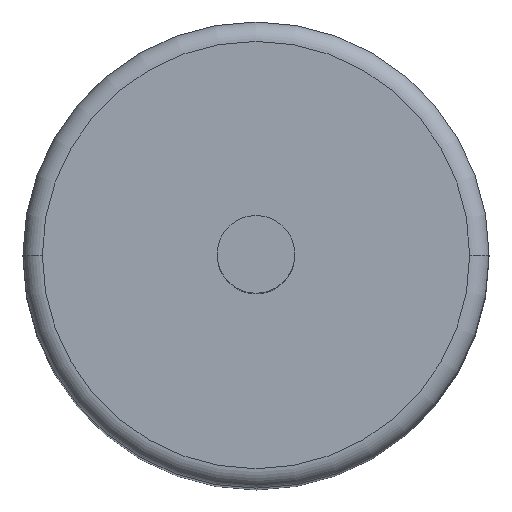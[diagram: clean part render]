
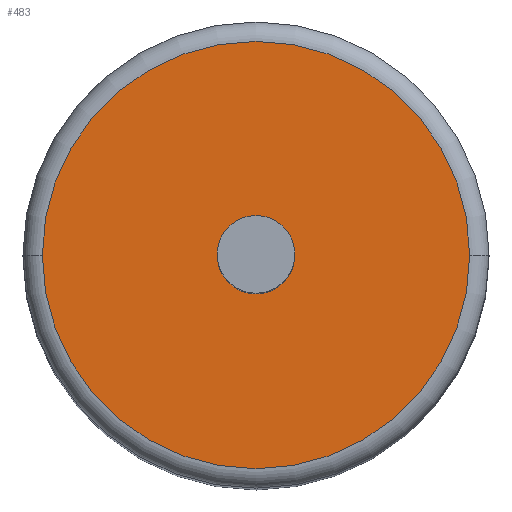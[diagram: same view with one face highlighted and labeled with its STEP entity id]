
A CAD part, top view. The second image highlights one B-rep face of the part: STEP entity #483.
In plain terms, the highlighted planar face has unit normal (0, 0, 1).
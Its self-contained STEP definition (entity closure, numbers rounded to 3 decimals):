
#162=CARTESIAN_POINT('',(0.,0.,33.));
#163=DIRECTION('',(0.,0.,1.));
#164=DIRECTION('',(1.,0.,0.));
#165=AXIS2_PLACEMENT_3D('',#162,#163,#164);
#167=CARTESIAN_POINT('',(0.,0.,33.));
#168=DIRECTION('',(0.,0.,1.));
#169=DIRECTION('',(-1.,0.,0.));
#170=AXIS2_PLACEMENT_3D('',#167,#168,#169);
#172=CARTESIAN_POINT('',(0.,0.,33.));
#173=DIRECTION('',(0.,0.,1.));
#174=DIRECTION('',(-1.,0.,0.));
#175=AXIS2_PLACEMENT_3D('',#172,#173,#174);
#177=CARTESIAN_POINT('',(0.,0.,33.));
#178=DIRECTION('',(0.,0.,1.));
#179=DIRECTION('',(1.,0.,0.));
#180=AXIS2_PLACEMENT_3D('',#177,#178,#179);
#227=CARTESIAN_POINT('',(1.,0.,33.));
#228=CARTESIAN_POINT('',(-1.,0.,33.));
#229=VERTEX_POINT('',#227);
#230=VERTEX_POINT('',#228);
#231=CARTESIAN_POINT('',(-5.5,0.,33.));
#232=CARTESIAN_POINT('',(5.5,0.,33.));
#233=VERTEX_POINT('',#231);
#234=VERTEX_POINT('',#232);
#467=CARTESIAN_POINT('',(0.,0.,33.));
#468=DIRECTION('',(0.,0.,1.));
#469=DIRECTION('',(1.,0.,0.));
#470=AXIS2_PLACEMENT_3D('',#467,#468,#469);
#471=PLANE('',#470);
#473=ORIENTED_EDGE('',*,*,#472,.F.);
#474=ORIENTED_EDGE('',*,*,#450,.F.);
#475=EDGE_LOOP('',(#473,#474));
#476=FACE_OUTER_BOUND('',#475,.F.);
#478=ORIENTED_EDGE('',*,*,#477,.T.);
#480=ORIENTED_EDGE('',*,*,#479,.T.);
#481=EDGE_LOOP('',(#478,#480));
#482=FACE_BOUND('',#481,.F.);
#483=ADVANCED_FACE('',(#476,#482),#471,.T.);
#166=CIRCLE('',#165,1.);
#171=CIRCLE('',#170,1.);
#176=CIRCLE('',#175,5.5);
#181=CIRCLE('',#180,5.5);
#450=EDGE_CURVE('',#234,#233,#181,.T.);
#472=EDGE_CURVE('',#233,#234,#176,.T.);
#477=EDGE_CURVE('',#229,#230,#166,.T.);
#479=EDGE_CURVE('',#230,#229,#171,.T.);
